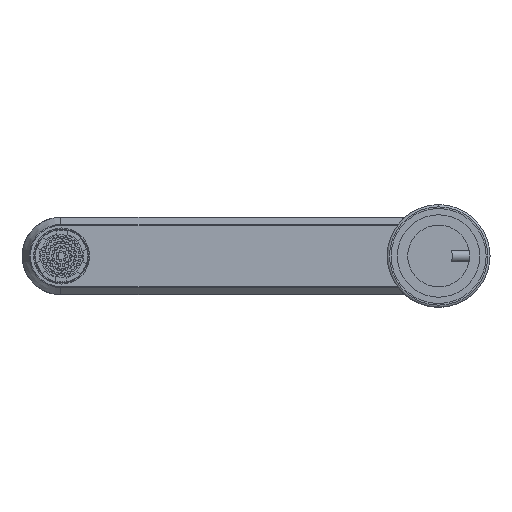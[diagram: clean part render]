
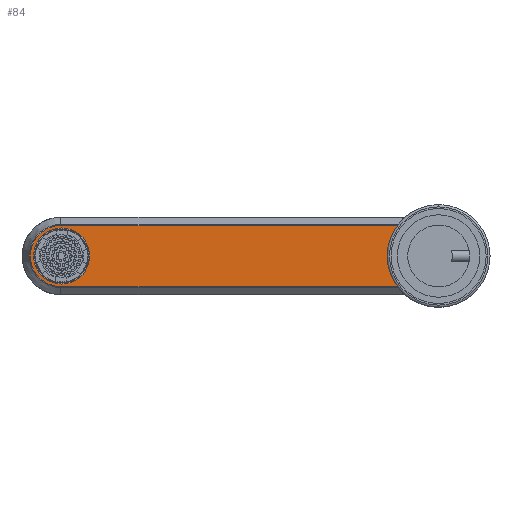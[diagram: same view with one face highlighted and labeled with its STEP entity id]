
A CAD part, front view. The second image highlights one B-rep face of the part: STEP entity #84.
In plain terms, the highlighted planar face has unit normal (0, -1, 0).
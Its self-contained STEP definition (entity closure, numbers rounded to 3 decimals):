
#38 = AXIS2_PLACEMENT_3D ( 'NONE', #9934, #7301, #8262 ) ;
#48 = DIRECTION ( 'NONE',  ( 1., 0., 0. ) ) ;
#57 = CARTESIAN_POINT ( 'NONE',  ( -27.577, 267.41, 289.725 ) ) ;
#84 = ADVANCED_FACE ( 'NONE', ( #6978, #453, #8086 ), #5624, .T. ) ;
#253 = EDGE_LOOP ( 'NONE', ( #7261, #10614 ) ) ;
#286 = CIRCLE ( 'NONE', #6985, 12.25 ) ;
#453 = FACE_BOUND ( 'NONE', #6775, .T. ) ;
#518 = VERTEX_POINT ( 'NONE', #6278 ) ;
#637 = CARTESIAN_POINT ( 'NONE',  ( -17.667, 267.41, 289.5 ) ) ;
#642 = EDGE_CURVE ( 'NONE', #8761, #10178, #286, .T. ) ;
#684 = EDGE_CURVE ( 'NONE', #2275, #3446, #8840, .T. ) ;
#969 = CIRCLE ( 'NONE', #2048, 13.341 ) ;
#1001 = ORIENTED_EDGE ( 'NONE', *, *, #642, .F. ) ;
#1097 = CARTESIAN_POINT ( 'NONE',  ( -17.667, 267.41, 260.5 ) ) ;
#1239 = DIRECTION ( 'NONE',  ( 0., 0., 1. ) ) ;
#1316 = LINE ( 'NONE', #11061, #2516 ) ;
#1337 = EDGE_CURVE ( 'NONE', #2275, #7233, #10313, .T. ) ;
#1360 = CARTESIAN_POINT ( 'NONE',  ( -182.667, 267.41, 275. ) ) ;
#1379 = DIRECTION ( 'NONE',  ( 0., 0., 1. ) ) ;
#1793 = EDGE_CURVE ( 'NONE', #4143, #8402, #1316, .T. ) ;
#2048 = AXIS2_PLACEMENT_3D ( 'NONE', #6452, #9202, #1379 ) ;
#2275 = VERTEX_POINT ( 'NONE', #3425 ) ;
#2325 = ORIENTED_EDGE ( 'NONE', *, *, #684, .T. ) ;
#2516 = VECTOR ( 'NONE', #3149, 1000. ) ;
#2570 = AXIS2_PLACEMENT_3D ( 'NONE', #2620, #11197, #4286 ) ;
#2601 = ORIENTED_EDGE ( 'NONE', *, *, #8734, .T. ) ;
#2620 = CARTESIAN_POINT ( 'NONE',  ( -182.327, 267.41, 275. ) ) ;
#2646 = CARTESIAN_POINT ( 'NONE',  ( -30.362, 267.41, 261.659 ) ) ;
#2658 = CARTESIAN_POINT ( 'NONE',  ( -33.417, 267.41, 288.341 ) ) ;
#2705 = CARTESIAN_POINT ( 'NONE',  ( -33.417, 267.41, 288.341 ) ) ;
#2813 = ORIENTED_EDGE ( 'NONE', *, *, #11276, .F. ) ;
#2903 = CARTESIAN_POINT ( 'NONE',  ( -33.417, 267.41, 261.659 ) ) ;
#2942 = EDGE_CURVE ( 'NONE', #7588, #4001, #9835, .T. ) ;
#2983 = DIRECTION ( 'NONE',  ( 0., -1., 0. ) ) ;
#3078 = ORIENTED_EDGE ( 'NONE', *, *, #11050, .T. ) ;
#3124 = EDGE_LOOP ( 'NONE', ( #10030, #2325, #3078, #8921, #9050, #2601, #10432, #2813 ) ) ;
#3149 = DIRECTION ( 'NONE',  ( 1., 0., 0. ) ) ;
#3272 = CARTESIAN_POINT ( 'NONE',  ( -120.167, 267.41, 257.75 ) ) ;
#3316 =( BOUNDED_CURVE ( )  B_SPLINE_CURVE ( 3, ( #7942, #2646, #9693, #10479 ),
 .UNSPECIFIED., .F., .F. ) 
 B_SPLINE_CURVE_WITH_KNOTS ( ( 4, 4 ),
 ( 0., 0.847 ),
 .UNSPECIFIED. ) 
 CURVE ( )  GEOMETRIC_REPRESENTATION_ITEM ( )  RATIONAL_B_SPLINE_CURVE ( ( 1., 0.941, 0.941, 1. ) ) 
 REPRESENTATION_ITEM ( '' )  );
#3425 = CARTESIAN_POINT ( 'NONE',  ( -25.553, 267.41, 292.25 ) ) ;
#3446 = VERTEX_POINT ( 'NONE', #2658 ) ;
#3763 = AXIS2_PLACEMENT_3D ( 'NONE', #1360, #2983, #1239 ) ;
#4001 = VERTEX_POINT ( 'NONE', #1097 ) ;
#4139 = LINE ( 'NONE', #6149, #11108 ) ;
#4143 = VERTEX_POINT ( 'NONE', #6491 ) ;
#4286 = DIRECTION ( 'NONE',  ( 0., 0., 1. ) ) ;
#4372 = CIRCLE ( 'NONE', #2570, 12.25 ) ;
#4384 = CARTESIAN_POINT ( 'NONE',  ( -182.327, 267.41, 262.75 ) ) ;
#4394 = CARTESIAN_POINT ( 'NONE',  ( -120.167, 267.41, 292.25 ) ) ;
#4679 = AXIS2_PLACEMENT_3D ( 'NONE', #10923, #8228, #7348 ) ;
#4711 = VERTEX_POINT ( 'NONE', #10185 ) ;
#4945 = ORIENTED_EDGE ( 'NONE', *, *, #6712, .F. ) ;
#5336 = EDGE_CURVE ( 'NONE', #4001, #7588, #5674, .T. ) ;
#5516 = DIRECTION ( 'NONE',  ( 0., -1., 0. ) ) ;
#5603 = LINE ( 'NONE', #3272, #10259 ) ;
#5624 = PLANE ( 'NONE',  #3763 ) ;
#5674 = CIRCLE ( 'NONE', #7170, 14.5 ) ;
#5997 = CARTESIAN_POINT ( 'NONE',  ( -30.362, 267.41, 288.341 ) ) ;
#6072 = DIRECTION ( 'NONE',  ( -1., 0., 0. ) ) ;
#6120 = CARTESIAN_POINT ( 'NONE',  ( -25.553, 267.41, 292.25 ) ) ;
#6149 = CARTESIAN_POINT ( 'NONE',  ( -182.667, 267.41, 288.341 ) ) ;
#6278 = CARTESIAN_POINT ( 'NONE',  ( -182.667, 267.41, 288.341 ) ) ;
#6279 = CARTESIAN_POINT ( 'NONE',  ( -25.553, 267.41, 257.75 ) ) ;
#6452 = CARTESIAN_POINT ( 'NONE',  ( -182.667, 267.41, 275. ) ) ;
#6491 = CARTESIAN_POINT ( 'NONE',  ( -182.667, 267.41, 261.659 ) ) ;
#6625 = EDGE_CURVE ( 'NONE', #4711, #8171, #5603, .T. ) ;
#6660 = DIRECTION ( 'NONE',  ( 0., -1., 0. ) ) ;
#6712 = EDGE_CURVE ( 'NONE', #10178, #8761, #4372, .T. ) ;
#6775 = EDGE_LOOP ( 'NONE', ( #4945, #1001 ) ) ;
#6978 = FACE_OUTER_BOUND ( 'NONE', #3124, .T. ) ;
#6985 = AXIS2_PLACEMENT_3D ( 'NONE', #9869, #5516, #8163 ) ;
#7170 = AXIS2_PLACEMENT_3D ( 'NONE', #7535, #6660, #9254 ) ;
#7183 = CARTESIAN_POINT ( 'NONE',  ( -17.667, 267.41, 292.25 ) ) ;
#7233 = VERTEX_POINT ( 'NONE', #7183 ) ;
#7261 = ORIENTED_EDGE ( 'NONE', *, *, #2942, .F. ) ;
#7301 = DIRECTION ( 'NONE',  ( 0., 1., 0. ) ) ;
#7348 = DIRECTION ( 'NONE',  ( 0., 0., 1. ) ) ;
#7535 = CARTESIAN_POINT ( 'NONE',  ( -17.667, 267.41, 275. ) ) ;
#7588 = VERTEX_POINT ( 'NONE', #637 ) ;
#7942 = CARTESIAN_POINT ( 'NONE',  ( -33.417, 267.41, 261.659 ) ) ;
#8086 = FACE_BOUND ( 'NONE', #253, .T. ) ;
#8163 = DIRECTION ( 'NONE',  ( 0., 0., 1. ) ) ;
#8171 = VERTEX_POINT ( 'NONE', #6279 ) ;
#8228 = DIRECTION ( 'NONE',  ( 0., -1., 0. ) ) ;
#8262 = DIRECTION ( 'NONE',  ( 0., 0., -1. ) ) ;
#8394 = VECTOR ( 'NONE', #48, 1000. ) ;
#8402 = VERTEX_POINT ( 'NONE', #2903 ) ;
#8734 = EDGE_CURVE ( 'NONE', #8402, #8171, #3316, .T. ) ;
#8761 = VERTEX_POINT ( 'NONE', #4384 ) ;
#8840 =( BOUNDED_CURVE ( )  B_SPLINE_CURVE ( 3, ( #6120, #57, #5997, #2705 ),
 .UNSPECIFIED., .F., .T. ) 
 B_SPLINE_CURVE_WITH_KNOTS ( ( 4, 4 ),
 ( 2.295, 3.142 ),
 .UNSPECIFIED. ) 
 CURVE ( )  GEOMETRIC_REPRESENTATION_ITEM ( )  RATIONAL_B_SPLINE_CURVE ( ( 1., 0.941, 0.941, 1. ) ) 
 REPRESENTATION_ITEM ( '' )  );
#8921 = ORIENTED_EDGE ( 'NONE', *, *, #8930, .T. ) ;
#8930 = EDGE_CURVE ( 'NONE', #518, #4143, #969, .T. ) ;
#9050 = ORIENTED_EDGE ( 'NONE', *, *, #1793, .T. ) ;
#9202 = DIRECTION ( 'NONE',  ( 0., -1., 0. ) ) ;
#9254 = DIRECTION ( 'NONE',  ( 0., 0., 1. ) ) ;
#9428 = CARTESIAN_POINT ( 'NONE',  ( -182.327, 267.41, 287.25 ) ) ;
#9693 = CARTESIAN_POINT ( 'NONE',  ( -27.577, 267.41, 260.275 ) ) ;
#9835 = CIRCLE ( 'NONE', #4679, 14.5 ) ;
#9869 = CARTESIAN_POINT ( 'NONE',  ( -182.327, 267.41, 275. ) ) ;
#9934 = CARTESIAN_POINT ( 'NONE',  ( -17.667, 267.41, 275. ) ) ;
#10030 = ORIENTED_EDGE ( 'NONE', *, *, #1337, .F. ) ;
#10178 = VERTEX_POINT ( 'NONE', #9428 ) ;
#10185 = CARTESIAN_POINT ( 'NONE',  ( -17.667, 267.41, 257.75 ) ) ;
#10259 = VECTOR ( 'NONE', #10984, 1000. ) ;
#10313 = LINE ( 'NONE', #4394, #8394 ) ;
#10432 = ORIENTED_EDGE ( 'NONE', *, *, #6625, .F. ) ;
#10479 = CARTESIAN_POINT ( 'NONE',  ( -25.553, 267.41, 257.75 ) ) ;
#10614 = ORIENTED_EDGE ( 'NONE', *, *, #5336, .F. ) ;
#10923 = CARTESIAN_POINT ( 'NONE',  ( -17.667, 267.41, 275. ) ) ;
#10984 = DIRECTION ( 'NONE',  ( -1., 0., 0. ) ) ;
#11050 = EDGE_CURVE ( 'NONE', #3446, #518, #4139, .T. ) ;
#11061 = CARTESIAN_POINT ( 'NONE',  ( -182.667, 267.41, 261.659 ) ) ;
#11108 = VECTOR ( 'NONE', #6072, 1000. ) ;
#11197 = DIRECTION ( 'NONE',  ( 0., -1., 0. ) ) ;
#11245 = CIRCLE ( 'NONE', #38, 17.25 ) ;
#11276 = EDGE_CURVE ( 'NONE', #7233, #4711, #11245, .T. ) ;
